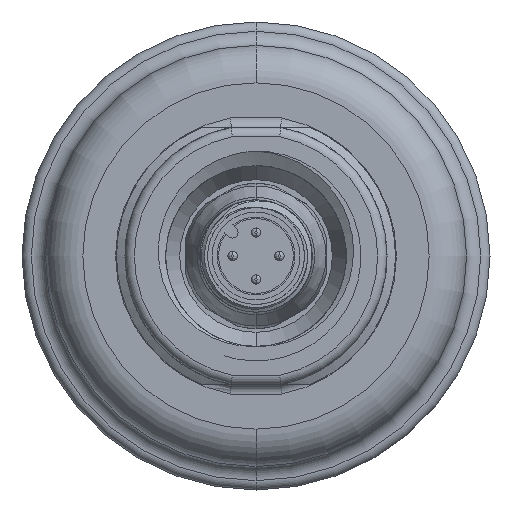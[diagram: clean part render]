
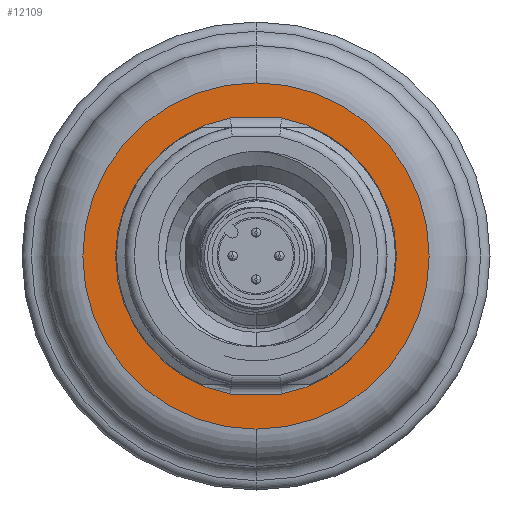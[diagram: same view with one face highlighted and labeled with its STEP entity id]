
A CAD part, front view. The second image highlights one B-rep face of the part: STEP entity #12109.
In plain terms, the highlighted planar face has unit normal (0, -1, 0).
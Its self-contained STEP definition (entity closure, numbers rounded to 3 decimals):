
#2265=CARTESIAN_POINT('',(0.,-3.,0.));
#2266=DIRECTION('',(0.,-1.,0.));
#2267=DIRECTION('',(0.,0.,-1.));
#2268=AXIS2_PLACEMENT_3D('',#2265,#2266,#2267);
#2270=CARTESIAN_POINT('',(0.,-3.,0.));
#2271=DIRECTION('',(0.,-1.,0.));
#2272=DIRECTION('',(0.,0.,1.));
#2273=AXIS2_PLACEMENT_3D('',#2270,#2271,#2272);
#2275=CARTESIAN_POINT('',(0.,-3.,0.));
#2276=DIRECTION('',(0.,-1.,0.));
#2277=DIRECTION('',(-0.182,0.,0.983));
#2278=AXIS2_PLACEMENT_3D('',#2275,#2276,#2277);
#2280=DIRECTION('',(1.,0.,0.));
#2281=VECTOR('',#2280,5.454);
#2282=CARTESIAN_POINT('',(-2.727,-3.,-14.75));
#2283=LINE('',#2282,#2281);
#2284=CARTESIAN_POINT('',(0.,-3.,0.));
#2285=DIRECTION('',(0.,-1.,0.));
#2286=DIRECTION('',(0.182,0.,-0.983));
#2287=AXIS2_PLACEMENT_3D('',#2284,#2285,#2286);
#2289=DIRECTION('',(-1.,0.,0.));
#2290=VECTOR('',#2289,5.454);
#2291=CARTESIAN_POINT('',(2.727,-3.,14.75));
#2292=LINE('',#2291,#2290);
#9495=CARTESIAN_POINT('',(-2.727,-3.,14.75));
#9496=CARTESIAN_POINT('',(-2.727,-3.,-14.75));
#9497=VERTEX_POINT('',#9495);
#9498=VERTEX_POINT('',#9496);
#9503=CARTESIAN_POINT('',(2.727,-3.,-14.75));
#9504=CARTESIAN_POINT('',(2.727,-3.,14.75));
#9505=VERTEX_POINT('',#9503);
#9506=VERTEX_POINT('',#9504);
#9755=CARTESIAN_POINT('',(0.,-3.,-18.5));
#9756=CARTESIAN_POINT('',(0.,-3.,18.5));
#9757=VERTEX_POINT('',#9755);
#9758=VERTEX_POINT('',#9756);
#12089=CARTESIAN_POINT('',(0.,-3.,0.));
#12090=DIRECTION('',(0.,-1.,0.));
#12091=DIRECTION('',(0.,0.,1.));
#12092=AXIS2_PLACEMENT_3D('',#12089,#12090,#12091);
#12093=PLANE('',#12092);
#12095=ORIENTED_EDGE('',*,*,#12094,.F.);
#12097=ORIENTED_EDGE('',*,*,#12096,.F.);
#12098=EDGE_LOOP('',(#12095,#12097));
#12099=FACE_OUTER_BOUND('',#12098,.F.);
#12100=ORIENTED_EDGE('',*,*,#12079,.T.);
#12102=ORIENTED_EDGE('',*,*,#12101,.T.);
#12104=ORIENTED_EDGE('',*,*,#12103,.T.);
#12106=ORIENTED_EDGE('',*,*,#12105,.T.);
#12107=EDGE_LOOP('',(#12100,#12102,#12104,#12106));
#12108=FACE_BOUND('',#12107,.F.);
#12109=ADVANCED_FACE('',(#12099,#12108),#12093,.T.);
#2269=CIRCLE('',#2268,18.5);
#2274=CIRCLE('',#2273,18.5);
#2279=CIRCLE('',#2278,15.);
#2288=CIRCLE('',#2287,15.);
#12079=EDGE_CURVE('',#9497,#9498,#2279,.T.);
#12094=EDGE_CURVE('',#9757,#9758,#2269,.T.);
#12096=EDGE_CURVE('',#9758,#9757,#2274,.T.);
#12101=EDGE_CURVE('',#9498,#9505,#2283,.T.);
#12103=EDGE_CURVE('',#9505,#9506,#2288,.T.);
#12105=EDGE_CURVE('',#9506,#9497,#2292,.T.);
